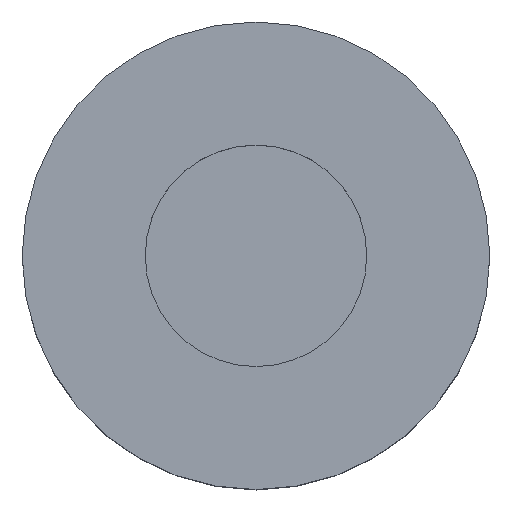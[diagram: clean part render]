
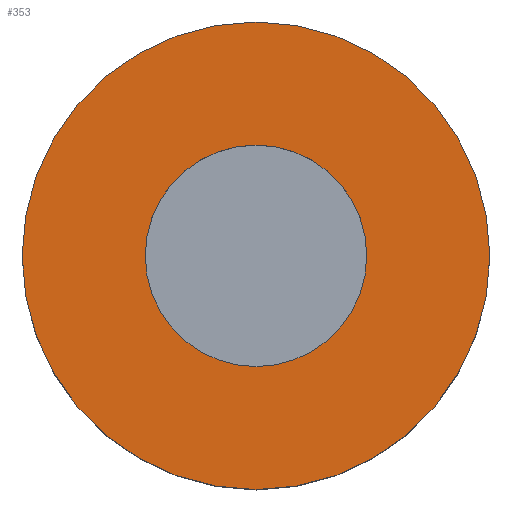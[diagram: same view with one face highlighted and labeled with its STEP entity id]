
A CAD part, top view. The second image highlights one B-rep face of the part: STEP entity #353.
In plain terms, the highlighted planar face has unit normal (0, 0, 1).
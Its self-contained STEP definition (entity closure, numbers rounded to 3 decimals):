
#1 = CARTESIAN_POINT ( 'NONE',  ( 0., 0., 6.813 ) ) ;
#3 = DIRECTION ( 'NONE',  ( 0., 0., 1. ) ) ;
#20 = AXIS2_PLACEMENT_3D ( 'NONE', #1, #34, #256 ) ;
#33 = DIRECTION ( 'NONE',  ( 0., 0., 1. ) ) ;
#34 = DIRECTION ( 'NONE',  ( 0., 0., -1. ) ) ;
#38 = DIRECTION ( 'NONE',  ( 1., 0., 0. ) ) ;
#55 = CARTESIAN_POINT ( 'NONE',  ( 0., 0., 6.813 ) ) ;
#73 = ORIENTED_EDGE ( 'NONE', *, *, #310, .F. ) ;
#74 = DIRECTION ( 'NONE',  ( 0., -1., 0. ) ) ;
#88 = CARTESIAN_POINT ( 'NONE',  ( -1.8, 0., 6.813 ) ) ;
#105 = ORIENTED_EDGE ( 'NONE', *, *, #169, .F. ) ;
#106 = AXIS2_PLACEMENT_3D ( 'NONE', #255, #3, #74 ) ;
#118 = VERTEX_POINT ( 'NONE', #307 ) ;
#133 = EDGE_CURVE ( 'NONE', #137, #360, #356, .T. ) ;
#137 = VERTEX_POINT ( 'NONE', #88 ) ;
#156 = CARTESIAN_POINT ( 'NONE',  ( 0., 0., 6.813 ) ) ;
#157 = CARTESIAN_POINT ( 'NONE',  ( 0., -3.8, 6.813 ) ) ;
#166 = EDGE_LOOP ( 'NONE', ( #105, #73 ) ) ;
#169 = EDGE_CURVE ( 'NONE', #118, #320, #226, .T. ) ;
#177 = DIRECTION ( 'NONE',  ( 0., 0., -1. ) ) ;
#179 = DIRECTION ( 'NONE',  ( 1., 0., 0. ) ) ;
#190 = FACE_BOUND ( 'NONE', #234, .T. ) ;
#226 = CIRCLE ( 'NONE', #261, 3.8 ) ;
#229 = AXIS2_PLACEMENT_3D ( 'NONE', #371, #309, #179 ) ;
#234 = EDGE_LOOP ( 'NONE', ( #262, #251 ) ) ;
#243 = CIRCLE ( 'NONE', #20, 3.8 ) ;
#251 = ORIENTED_EDGE ( 'NONE', *, *, #133, .F. ) ;
#255 = CARTESIAN_POINT ( 'NONE',  ( 0., 0., 6.813 ) ) ;
#256 = DIRECTION ( 'NONE',  ( 0., 1., 0. ) ) ;
#261 = AXIS2_PLACEMENT_3D ( 'NONE', #55, #177, #272 ) ;
#262 = ORIENTED_EDGE ( 'NONE', *, *, #268, .F. ) ;
#268 = EDGE_CURVE ( 'NONE', #360, #137, #350, .T. ) ;
#272 = DIRECTION ( 'NONE',  ( 0., 1., 0. ) ) ;
#286 = PLANE ( 'NONE',  #106 ) ;
#287 = CARTESIAN_POINT ( 'NONE',  ( 1.8, 0., 6.813 ) ) ;
#288 = FACE_OUTER_BOUND ( 'NONE', #166, .T. ) ;
#307 = CARTESIAN_POINT ( 'NONE',  ( 0., 3.8, 6.813 ) ) ;
#309 = DIRECTION ( 'NONE',  ( 0., 0., 1. ) ) ;
#310 = EDGE_CURVE ( 'NONE', #320, #118, #243, .T. ) ;
#320 = VERTEX_POINT ( 'NONE', #157 ) ;
#332 = AXIS2_PLACEMENT_3D ( 'NONE', #156, #33, #38 ) ;
#350 = CIRCLE ( 'NONE', #332, 1.8 ) ;
#353 = ADVANCED_FACE ( 'NONE', ( #190, #288 ), #286, .T. ) ;
#356 = CIRCLE ( 'NONE', #229, 1.8 ) ;
#360 = VERTEX_POINT ( 'NONE', #287 ) ;
#371 = CARTESIAN_POINT ( 'NONE',  ( 0., 0., 6.813 ) ) ;
